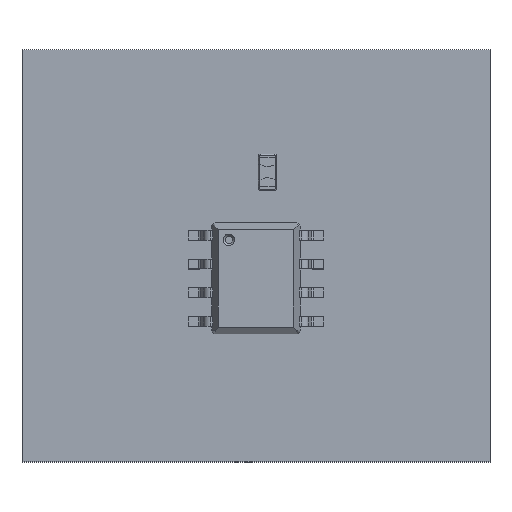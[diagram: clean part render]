
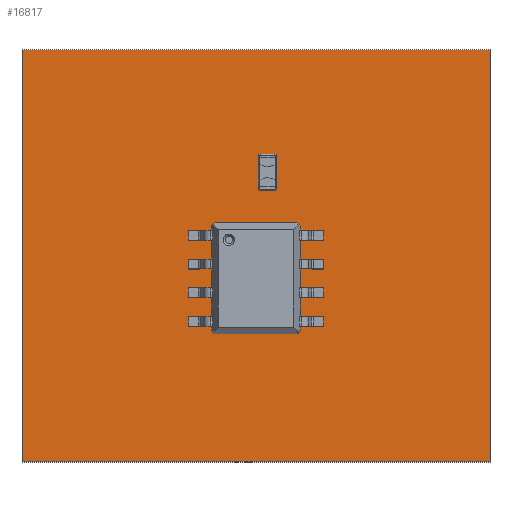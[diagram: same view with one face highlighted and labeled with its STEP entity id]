
A CAD part, top view. The second image highlights one B-rep face of the part: STEP entity #16817.
In plain terms, the highlighted planar face has unit normal (0, 0, 1).
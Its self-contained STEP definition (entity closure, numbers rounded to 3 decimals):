
#16503 = VERTEX_POINT('',#16504);
#16504 = CARTESIAN_POINT('',(-10.348,-9.111,1.6));
#16511 = PLANE('',#16512);
#16512 = AXIS2_PLACEMENT_3D('',#16513,#16514,#16515);
#16513 = CARTESIAN_POINT('',(-10.348,-9.111,0.));
#16514 = DIRECTION('',(-1.,0.,0.));
#16515 = DIRECTION('',(0.,1.,0.));
#16523 = PLANE('',#16524);
#16524 = AXIS2_PLACEMENT_3D('',#16525,#16526,#16527);
#16525 = CARTESIAN_POINT('',(10.348,-9.111,0.));
#16526 = DIRECTION('',(0.,-1.,0.));
#16527 = DIRECTION('',(-1.,0.,0.));
#16535 = EDGE_CURVE('',#16503,#16536,#16538,.T.);
#16536 = VERTEX_POINT('',#16537);
#16537 = CARTESIAN_POINT('',(-10.348,9.111,1.6));
#16538 = SURFACE_CURVE('',#16539,(#16543,#16550),.PCURVE_S1.);
#16539 = LINE('',#16540,#16541);
#16540 = CARTESIAN_POINT('',(-10.348,-9.111,1.6));
#16541 = VECTOR('',#16542,1.);
#16542 = DIRECTION('',(0.,1.,0.));
#16543 = PCURVE('',#16511,#16544);
#16544 = DEFINITIONAL_REPRESENTATION('',(#16545),#16549);
#16545 = LINE('',#16546,#16547);
#16546 = CARTESIAN_POINT('',(0.,-1.6));
#16547 = VECTOR('',#16548,1.);
#16548 = DIRECTION('',(1.,0.));
#16549 = ( GEOMETRIC_REPRESENTATION_CONTEXT(2) 
PARAMETRIC_REPRESENTATION_CONTEXT() REPRESENTATION_CONTEXT('2D SPACE',''
  ) );
#16550 = PCURVE('',#16551,#16556);
#16551 = PLANE('',#16552);
#16552 = AXIS2_PLACEMENT_3D('',#16553,#16554,#16555);
#16553 = CARTESIAN_POINT('',(0.,0.,1.6)
  );
#16554 = DIRECTION('',(0.,0.,-1.));
#16555 = DIRECTION('',(-1.,0.,0.));
#16556 = DEFINITIONAL_REPRESENTATION('',(#16557),#16561);
#16557 = LINE('',#16558,#16559);
#16558 = CARTESIAN_POINT('',(10.348,-9.111));
#16559 = VECTOR('',#16560,1.);
#16560 = DIRECTION('',(0.,1.));
#16561 = ( GEOMETRIC_REPRESENTATION_CONTEXT(2) 
PARAMETRIC_REPRESENTATION_CONTEXT() REPRESENTATION_CONTEXT('2D SPACE',''
  ) );
#16579 = PLANE('',#16580);
#16580 = AXIS2_PLACEMENT_3D('',#16581,#16582,#16583);
#16581 = CARTESIAN_POINT('',(-10.348,9.111,0.));
#16582 = DIRECTION('',(0.,1.,0.));
#16583 = DIRECTION('',(1.,0.,0.));
#16621 = EDGE_CURVE('',#16536,#16622,#16624,.T.);
#16622 = VERTEX_POINT('',#16623);
#16623 = CARTESIAN_POINT('',(10.348,9.111,1.6));
#16624 = SURFACE_CURVE('',#16625,(#16629,#16636),.PCURVE_S1.);
#16625 = LINE('',#16626,#16627);
#16626 = CARTESIAN_POINT('',(-10.348,9.111,1.6));
#16627 = VECTOR('',#16628,1.);
#16628 = DIRECTION('',(1.,0.,0.));
#16629 = PCURVE('',#16579,#16630);
#16630 = DEFINITIONAL_REPRESENTATION('',(#16631),#16635);
#16631 = LINE('',#16632,#16633);
#16632 = CARTESIAN_POINT('',(0.,-1.6));
#16633 = VECTOR('',#16634,1.);
#16634 = DIRECTION('',(1.,0.));
#16635 = ( GEOMETRIC_REPRESENTATION_CONTEXT(2) 
PARAMETRIC_REPRESENTATION_CONTEXT() REPRESENTATION_CONTEXT('2D SPACE',''
  ) );
#16636 = PCURVE('',#16551,#16637);
#16637 = DEFINITIONAL_REPRESENTATION('',(#16638),#16642);
#16638 = LINE('',#16639,#16640);
#16639 = CARTESIAN_POINT('',(10.348,9.111));
#16640 = VECTOR('',#16641,1.);
#16641 = DIRECTION('',(-1.,0.));
#16642 = ( GEOMETRIC_REPRESENTATION_CONTEXT(2) 
PARAMETRIC_REPRESENTATION_CONTEXT() REPRESENTATION_CONTEXT('2D SPACE',''
  ) );
#16660 = PLANE('',#16661);
#16661 = AXIS2_PLACEMENT_3D('',#16662,#16663,#16664);
#16662 = CARTESIAN_POINT('',(10.348,9.111,0.));
#16663 = DIRECTION('',(1.,0.,0.));
#16664 = DIRECTION('',(0.,-1.,0.));
#16697 = EDGE_CURVE('',#16622,#16698,#16700,.T.);
#16698 = VERTEX_POINT('',#16699);
#16699 = CARTESIAN_POINT('',(10.348,-9.111,1.6));
#16700 = SURFACE_CURVE('',#16701,(#16705,#16712),.PCURVE_S1.);
#16701 = LINE('',#16702,#16703);
#16702 = CARTESIAN_POINT('',(10.348,9.111,1.6));
#16703 = VECTOR('',#16704,1.);
#16704 = DIRECTION('',(0.,-1.,0.));
#16705 = PCURVE('',#16660,#16706);
#16706 = DEFINITIONAL_REPRESENTATION('',(#16707),#16711);
#16707 = LINE('',#16708,#16709);
#16708 = CARTESIAN_POINT('',(0.,-1.6));
#16709 = VECTOR('',#16710,1.);
#16710 = DIRECTION('',(1.,0.));
#16711 = ( GEOMETRIC_REPRESENTATION_CONTEXT(2) 
PARAMETRIC_REPRESENTATION_CONTEXT() REPRESENTATION_CONTEXT('2D SPACE',''
  ) );
#16712 = PCURVE('',#16551,#16713);
#16713 = DEFINITIONAL_REPRESENTATION('',(#16714),#16718);
#16714 = LINE('',#16715,#16716);
#16715 = CARTESIAN_POINT('',(-10.348,9.111));
#16716 = VECTOR('',#16717,1.);
#16717 = DIRECTION('',(0.,-1.));
#16718 = ( GEOMETRIC_REPRESENTATION_CONTEXT(2) 
PARAMETRIC_REPRESENTATION_CONTEXT() REPRESENTATION_CONTEXT('2D SPACE',''
  ) );
#16768 = EDGE_CURVE('',#16698,#16503,#16769,.T.);
#16769 = SURFACE_CURVE('',#16770,(#16774,#16781),.PCURVE_S1.);
#16770 = LINE('',#16771,#16772);
#16771 = CARTESIAN_POINT('',(10.348,-9.111,1.6));
#16772 = VECTOR('',#16773,1.);
#16773 = DIRECTION('',(-1.,0.,0.));
#16774 = PCURVE('',#16523,#16775);
#16775 = DEFINITIONAL_REPRESENTATION('',(#16776),#16780);
#16776 = LINE('',#16777,#16778);
#16777 = CARTESIAN_POINT('',(0.,-1.6));
#16778 = VECTOR('',#16779,1.);
#16779 = DIRECTION('',(1.,0.));
#16780 = ( GEOMETRIC_REPRESENTATION_CONTEXT(2) 
PARAMETRIC_REPRESENTATION_CONTEXT() REPRESENTATION_CONTEXT('2D SPACE',''
  ) );
#16781 = PCURVE('',#16551,#16782);
#16782 = DEFINITIONAL_REPRESENTATION('',(#16783),#16787);
#16783 = LINE('',#16784,#16785);
#16784 = CARTESIAN_POINT('',(-10.348,-9.111));
#16785 = VECTOR('',#16786,1.);
#16786 = DIRECTION('',(1.,0.));
#16787 = ( GEOMETRIC_REPRESENTATION_CONTEXT(2) 
PARAMETRIC_REPRESENTATION_CONTEXT() REPRESENTATION_CONTEXT('2D SPACE',''
  ) );
#16817 = ADVANCED_FACE('',(#16818),#16551,.F.);
#16818 = FACE_BOUND('',#16819,.F.);
#16819 = EDGE_LOOP('',(#16820,#16821,#16822,#16823));
#16820 = ORIENTED_EDGE('',*,*,#16535,.T.);
#16821 = ORIENTED_EDGE('',*,*,#16621,.T.);
#16822 = ORIENTED_EDGE('',*,*,#16697,.T.);
#16823 = ORIENTED_EDGE('',*,*,#16768,.T.);
